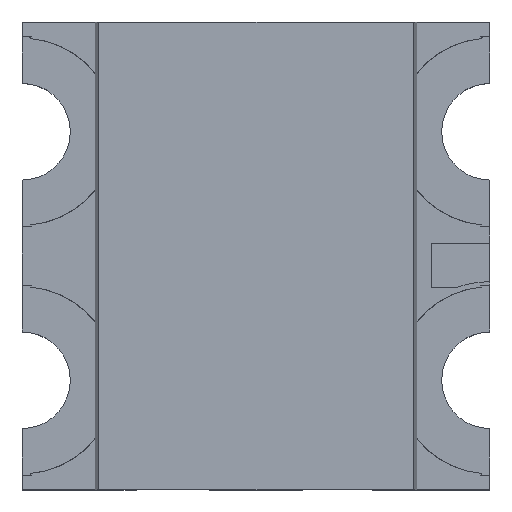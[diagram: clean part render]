
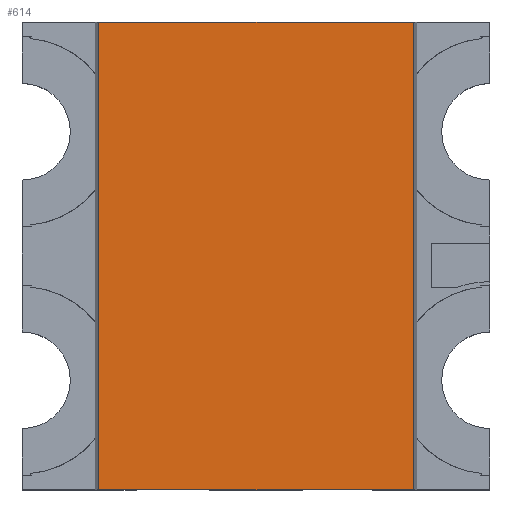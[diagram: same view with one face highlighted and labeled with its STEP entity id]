
A CAD part, top view. The second image highlights one B-rep face of the part: STEP entity #614.
In plain terms, the highlighted planar face has unit normal (0, 0, 1).
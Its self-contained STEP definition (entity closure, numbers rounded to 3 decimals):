
#614 = ADVANCED_FACE( '', ( #1401 ), #1402, .F. );
#1401 = FACE_OUTER_BOUND( '', #2441, .T. );
#1402 = PLANE( '', #2442 );
#2441 = EDGE_LOOP( '', ( #3619, #3620, #3621, #3622 ) );
#2442 = AXIS2_PLACEMENT_3D( '', #3623, #3624, #3625 );
#3619 = ORIENTED_EDGE( '', *, *, #6822, .T. );
#3620 = ORIENTED_EDGE( '', *, *, #6823, .F. );
#3621 = ORIENTED_EDGE( '', *, *, #6701, .F. );
#3622 = ORIENTED_EDGE( '', *, *, #6824, .T. );
#3623 = CARTESIAN_POINT( '', ( -0.537, 0.25, 0.4 ) );
#3624 = DIRECTION( '', ( 0., 0., -1. ) );
#3625 = DIRECTION( '', ( -1., 0., 0. ) );
#6701 = EDGE_CURVE( '', #8023, #8018, #8025, .T. );
#6822 = EDGE_CURVE( '', #8243, #8244, #8245, .T. );
#6823 = EDGE_CURVE( '', #8018, #8244, #8246, .T. );
#6824 = EDGE_CURVE( '', #8023, #8243, #8247, .T. );
#8018 = VERTEX_POINT( '', #9972 );
#8023 = VERTEX_POINT( '', #9979 );
#8025 = LINE( '', #9982, #9983 );
#8243 = VERTEX_POINT( '', #10279 );
#8244 = VERTEX_POINT( '', #10280 );
#8245 = LINE( '', #10281, #10282 );
#8246 = LINE( '', #10283, #10284 );
#8247 = LINE( '', #10285, #10286 );
#9972 = CARTESIAN_POINT( '', ( 0.537, 0.25, 0.4 ) );
#9979 = CARTESIAN_POINT( '', ( -0.537, 0.25, 0.4 ) );
#9982 = CARTESIAN_POINT( '', ( -0.537, 0.25, 0.4 ) );
#9983 = VECTOR( '', #12597, 1000. );
#10279 = CARTESIAN_POINT( '', ( -0.537, -1.35, 0.4 ) );
#10280 = CARTESIAN_POINT( '', ( 0.537, -1.35, 0.4 ) );
#10281 = CARTESIAN_POINT( '', ( -0.537, -1.35, 0.4 ) );
#10282 = VECTOR( '', #12736, 1000. );
#10283 = CARTESIAN_POINT( '', ( 0.537, 0.25, 0.4 ) );
#10284 = VECTOR( '', #12737, 1000. );
#10285 = CARTESIAN_POINT( '', ( -0.537, 0.25, 0.4 ) );
#10286 = VECTOR( '', #12738, 1000. );
#12597 = DIRECTION( '', ( 1., 0., 0. ) );
#12736 = DIRECTION( '', ( 1., 0., 0. ) );
#12737 = DIRECTION( '', ( 0., -1., 0. ) );
#12738 = DIRECTION( '', ( 0., -1., 0. ) );
